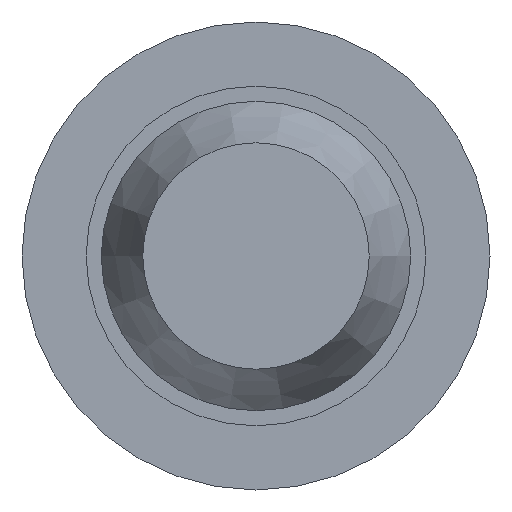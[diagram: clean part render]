
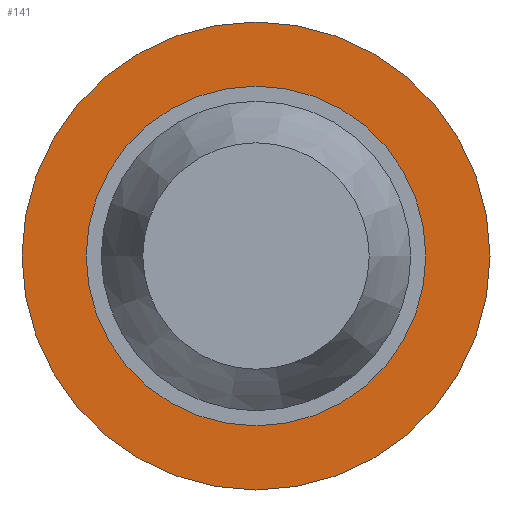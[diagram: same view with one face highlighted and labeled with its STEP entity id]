
A CAD part, front view. The second image highlights one B-rep face of the part: STEP entity #141.
In plain terms, the highlighted planar face has unit normal (0, -1, 0).
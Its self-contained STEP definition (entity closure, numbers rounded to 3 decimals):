
#14=PLANE('',#178);
#18=FACE_BOUND('',#41,.T.);
#29=FACE_OUTER_BOUND('',#40,.T.);
#40=EDGE_LOOP('',(#107));
#41=EDGE_LOOP('',(#108));
#51=CIRCLE('',#177,3.1);
#52=CIRCLE('',#179,2.25);
#73=VERTEX_POINT('',#249);
#74=VERTEX_POINT('',#253);
#84=EDGE_CURVE('',#73,#73,#51,.T.);
#86=EDGE_CURVE('',#74,#74,#52,.T.);
#107=ORIENTED_EDGE('',*,*,#84,.T.);
#108=ORIENTED_EDGE('',*,*,#86,.F.);
#141=ADVANCED_FACE('',(#29,#18),#14,.T.);
#177=AXIS2_PLACEMENT_3D('',#250,#207,#208);
#178=AXIS2_PLACEMENT_3D('',#252,#210,#211);
#179=AXIS2_PLACEMENT_3D('',#254,#212,#213);
#207=DIRECTION('center_axis',(0.,-1.,0.));
#208=DIRECTION('ref_axis',(1.,0.,0.));
#210=DIRECTION('center_axis',(0.,-1.,0.));
#211=DIRECTION('ref_axis',(0.,0.,-1.));
#212=DIRECTION('center_axis',(0.,-1.,0.));
#213=DIRECTION('ref_axis',(1.,0.,0.));
#249=CARTESIAN_POINT('',(-3.1,1.,0.));
#250=CARTESIAN_POINT('Origin',(0.,1.,0.));
#252=CARTESIAN_POINT('Origin',(2.675,1.,0.));
#253=CARTESIAN_POINT('',(-2.25,1.,0.));
#254=CARTESIAN_POINT('Origin',(0.,1.,0.));
